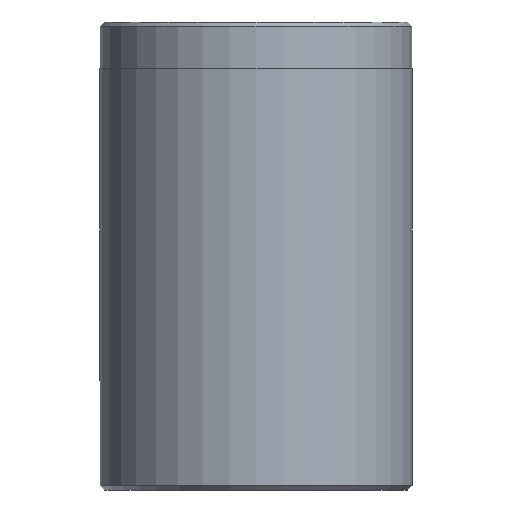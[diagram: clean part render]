
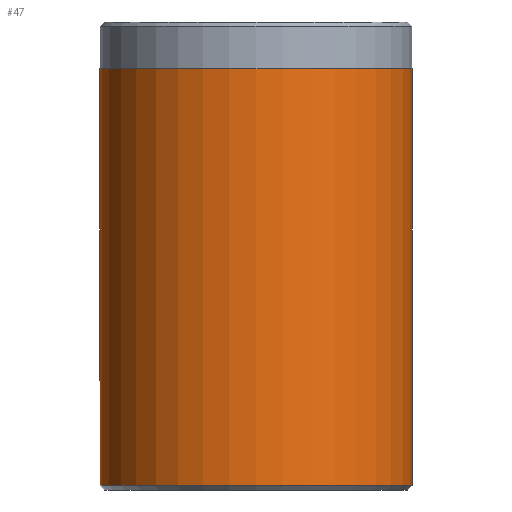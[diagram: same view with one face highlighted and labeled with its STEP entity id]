
A CAD part, front view. The second image highlights one B-rep face of the part: STEP entity #47.
In plain terms, the highlighted cylindrical face has radius 10 mm (diameter 20 mm), a partial arc.
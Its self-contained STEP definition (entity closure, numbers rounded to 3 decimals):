
#37 = CARTESIAN_POINT ( 'NONE',  ( 0., 0., 30. ) ) ;
#47 = ADVANCED_FACE ( 'NONE', ( #374 ), #1921, .T. ) ;
#218 = VECTOR ( 'NONE', #1629, 1000. ) ;
#278 = VERTEX_POINT ( 'NONE', #1379 ) ;
#310 = VERTEX_POINT ( 'NONE', #967 ) ;
#374 = FACE_OUTER_BOUND ( 'NONE', #610, .T. ) ;
#473 = ORIENTED_EDGE ( 'NONE', *, *, #559, .F. ) ;
#559 = EDGE_CURVE ( 'NONE', #310, #1202, #679, .T. ) ;
#566 = VERTEX_POINT ( 'NONE', #1599 ) ;
#610 = EDGE_LOOP ( 'NONE', ( #1813, #473, #1704, #1653 ) ) ;
#635 = CARTESIAN_POINT ( 'NONE',  ( 0., 0., 0.3 ) ) ;
#648 = DIRECTION ( 'NONE',  ( 0., 0., 1. ) ) ;
#668 = DIRECTION ( 'NONE',  ( 1., 0., 0. ) ) ;
#679 = CIRCLE ( 'NONE', #1187, 10. ) ;
#748 = CIRCLE ( 'NONE', #1191, 10. ) ;
#774 = AXIS2_PLACEMENT_3D ( 'NONE', #37, #1913, #2021 ) ;
#967 = CARTESIAN_POINT ( 'NONE',  ( -10., 0., 27. ) ) ;
#975 = EDGE_CURVE ( 'NONE', #278, #566, #748, .T. ) ;
#1187 = AXIS2_PLACEMENT_3D ( 'NONE', #1935, #1942, #1946 ) ;
#1191 = AXIS2_PLACEMENT_3D ( 'NONE', #635, #648, #668 ) ;
#1202 = VERTEX_POINT ( 'NONE', #1572 ) ;
#1251 = VECTOR ( 'NONE', #1437, 1000. ) ;
#1341 = CARTESIAN_POINT ( 'NONE',  ( 10., 0., 30. ) ) ;
#1360 = EDGE_CURVE ( 'NONE', #1202, #566, #1662, .T. ) ;
#1379 = CARTESIAN_POINT ( 'NONE',  ( -10., 0., 0.3 ) ) ;
#1437 = DIRECTION ( 'NONE',  ( 0., 0., -1. ) ) ;
#1572 = CARTESIAN_POINT ( 'NONE',  ( 10., 0., 27. ) ) ;
#1599 = CARTESIAN_POINT ( 'NONE',  ( 10., 0., 0.3 ) ) ;
#1629 = DIRECTION ( 'NONE',  ( 0., 0., -1. ) ) ;
#1653 = ORIENTED_EDGE ( 'NONE', *, *, #975, .T. ) ;
#1662 = LINE ( 'NONE', #1341, #1251 ) ;
#1702 = CARTESIAN_POINT ( 'NONE',  ( -10., 0., 30. ) ) ;
#1704 = ORIENTED_EDGE ( 'NONE', *, *, #1907, .T. ) ;
#1813 = ORIENTED_EDGE ( 'NONE', *, *, #1360, .F. ) ;
#1860 = LINE ( 'NONE', #1702, #218 ) ;
#1907 = EDGE_CURVE ( 'NONE', #310, #278, #1860, .T. ) ;
#1913 = DIRECTION ( 'NONE',  ( 0., 0., -1. ) ) ;
#1921 = CYLINDRICAL_SURFACE ( 'NONE', #774, 10. ) ;
#1935 = CARTESIAN_POINT ( 'NONE',  ( 0., 0., 27. ) ) ;
#1942 = DIRECTION ( 'NONE',  ( 0., 0., 1. ) ) ;
#1946 = DIRECTION ( 'NONE',  ( 1., 0., 0. ) ) ;
#2021 = DIRECTION ( 'NONE',  ( -1., 0., 0. ) ) ;
